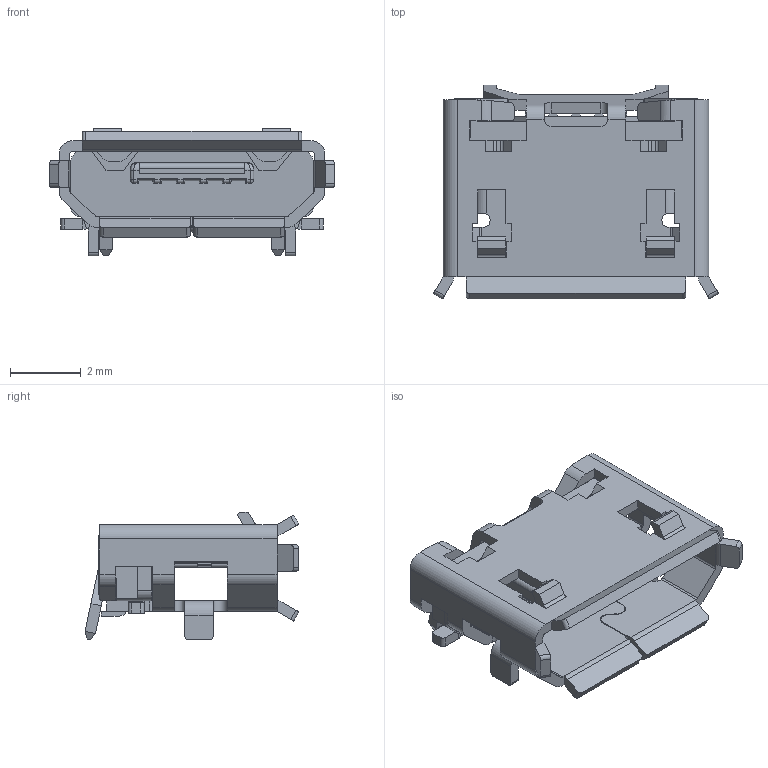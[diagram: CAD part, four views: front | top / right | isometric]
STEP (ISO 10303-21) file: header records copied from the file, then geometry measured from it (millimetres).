
FILE_DESCRIPTION(('FreeCAD Model'),'2;1');
FILE_NAME('_0103594_0001LF008_cp.step','2020-03-04T01:13:30',('kicad StepUp'),('ksu MCAD'), 'Open CASCADE STEP processor 7.3','FreeCAD','Unknown');
FILE_SCHEMA(('AUTOMOTIVE_DESIGN { 1 0 10303 214 1 1 1 1 }'));
Length unit declared in the file: millimetre
Products named in the file (1): _0103594_0001LF008_cp
Bounding box: 8.04 x 6.03 x 3.6 mm (x, y, z)
Volume: 44.3 mm3; surface area: 345.5 mm2
Topology: 8 solids, 8 shells, 962 faces, 2738 edges, 1786 vertices
Faces by surface type: plane 643, cylinder 303, bspline 16
Entity records: 38219 total; most frequent: CARTESIAN_POINT 5943, ORIENTED_EDGE 5476, DIRECTION 5212, EDGE_CURVE 2738, LINE 2102, VECTOR 2102, VERTEX_POINT 1786, AXIS2_PLACEMENT_3D 1555
